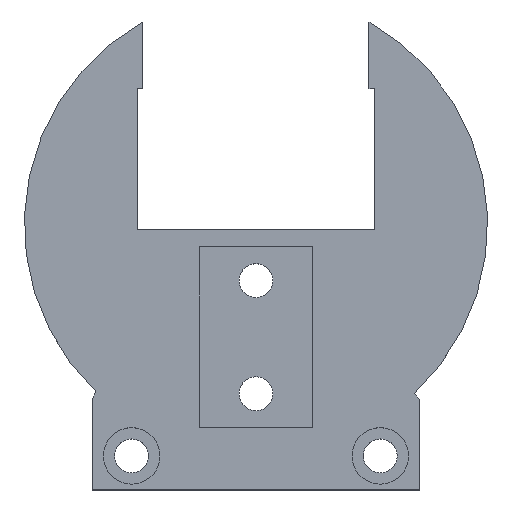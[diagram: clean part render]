
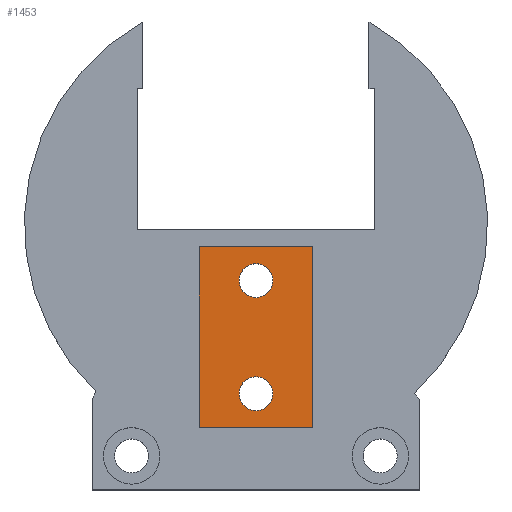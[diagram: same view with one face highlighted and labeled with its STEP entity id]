
A CAD part, top view. The second image highlights one B-rep face of the part: STEP entity #1453.
In plain terms, the highlighted planar face has unit normal (0, 0, 1).
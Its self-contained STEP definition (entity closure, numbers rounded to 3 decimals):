
#45=FACE_BOUND('',#171,.T.);
#46=FACE_BOUND('',#172,.T.);
#85=FACE_OUTER_BOUND('',#170,.T.);
#170=EDGE_LOOP('',(#1105,#1106,#1107,#1108));
#171=EDGE_LOOP('',(#1109));
#172=EDGE_LOOP('',(#1110));
#293=LINE('',#2223,#461);
#296=LINE('',#2229,#464);
#309=LINE('',#2254,#477);
#312=LINE('',#2258,#480);
#461=VECTOR('',#1793,10.);
#464=VECTOR('',#1798,10.);
#477=VECTOR('',#1821,10.);
#480=VECTOR('',#1826,10.);
#587=CIRCLE('',#1553,1.5);
#589=CIRCLE('',#1558,1.5);
#662=VERTEX_POINT('',#2177);
#671=VERTEX_POINT('',#2200);
#677=VERTEX_POINT('',#2220);
#678=VERTEX_POINT('',#2222);
#680=VERTEX_POINT('',#2228);
#687=VERTEX_POINT('',#2253);
#810=EDGE_CURVE('',#662,#662,#587,.T.);
#821=EDGE_CURVE('',#671,#671,#589,.T.);
#832=EDGE_CURVE('',#678,#677,#293,.T.);
#835=EDGE_CURVE('',#680,#678,#296,.T.);
#848=EDGE_CURVE('',#687,#680,#309,.T.);
#851=EDGE_CURVE('',#677,#687,#312,.T.);
#1105=ORIENTED_EDGE('',*,*,#832,.T.);
#1106=ORIENTED_EDGE('',*,*,#851,.T.);
#1107=ORIENTED_EDGE('',*,*,#848,.T.);
#1108=ORIENTED_EDGE('',*,*,#835,.T.);
#1109=ORIENTED_EDGE('',*,*,#810,.T.);
#1110=ORIENTED_EDGE('',*,*,#821,.T.);
#1390=PLANE('',#1570);
#1453=ADVANCED_FACE('',(#85,#45,#46),#1390,.T.);
#1553=AXIS2_PLACEMENT_3D('',#2178,#1754,#1755);
#1558=AXIS2_PLACEMENT_3D('',#2201,#1773,#1774);
#1570=AXIS2_PLACEMENT_3D('',#2259,#1827,#1828);
#1754=DIRECTION('center_axis',(0.,0.,-1.));
#1755=DIRECTION('ref_axis',(-1.,0.,0.));
#1773=DIRECTION('center_axis',(0.,0.,-1.));
#1774=DIRECTION('ref_axis',(-1.,0.,0.));
#1793=DIRECTION('',(1.,0.,0.));
#1798=DIRECTION('',(0.,-1.,0.));
#1821=DIRECTION('',(-1.,0.,0.));
#1826=DIRECTION('',(0.,1.,0.));
#1827=DIRECTION('center_axis',(0.,0.,1.));
#1828=DIRECTION('ref_axis',(1.,0.,0.));
#2177=CARTESIAN_POINT('',(1.5,-15.,5.));
#2178=CARTESIAN_POINT('Origin',(0.,-15.,5.));
#2200=CARTESIAN_POINT('',(1.5,-5.,5.));
#2201=CARTESIAN_POINT('Origin',(0.,-5.,5.));
#2220=CARTESIAN_POINT('',(5.,-18.,5.));
#2222=CARTESIAN_POINT('',(-5.,-18.,5.));
#2223=CARTESIAN_POINT('',(-5.,-18.,5.));
#2228=CARTESIAN_POINT('',(-5.,-2.,5.));
#2229=CARTESIAN_POINT('',(-5.,-10.,5.));
#2253=CARTESIAN_POINT('',(5.,-2.,5.));
#2254=CARTESIAN_POINT('',(-5.,-2.,5.));
#2258=CARTESIAN_POINT('',(5.,-18.,5.));
#2259=CARTESIAN_POINT('Origin',(0.,-10.,5.));
